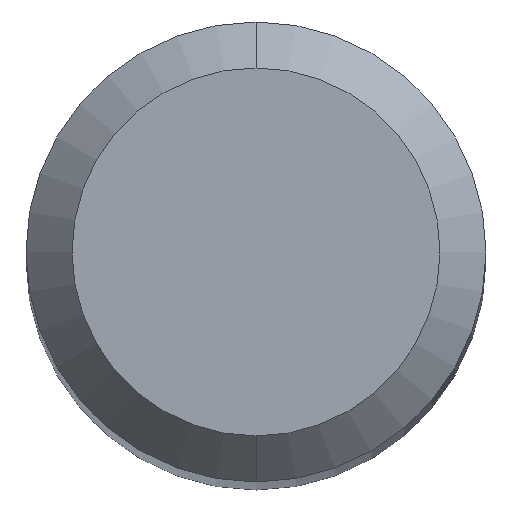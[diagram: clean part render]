
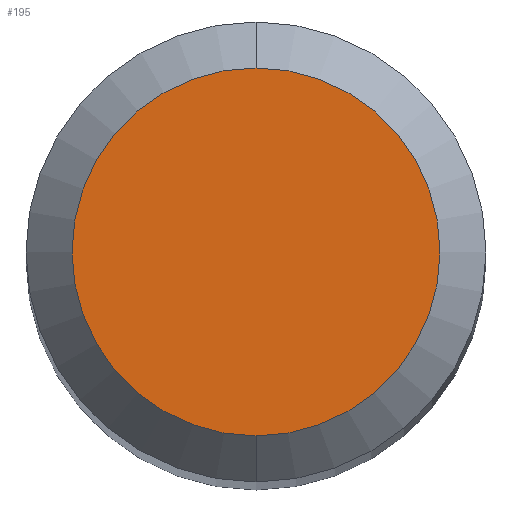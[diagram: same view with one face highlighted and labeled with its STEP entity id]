
A CAD part, top view. The second image highlights one B-rep face of the part: STEP entity #195.
In plain terms, the highlighted planar face has unit normal (0, 0, 1).
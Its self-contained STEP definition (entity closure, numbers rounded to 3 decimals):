
#195=ADVANCED_FACE('',(#504),#505,.T.);
#307=VERTEX_POINT('',#632);
#313=VERTEX_POINT('',#638);
#415=EDGE_CURVE('',#307,#313,#749,.T.);
#423=EDGE_CURVE('',#313,#307,#757,.T.);
#504=FACE_OUTER_BOUND('',#837,.T.);
#505=PLANE('',#838);
#632=CARTESIAN_POINT('',(0.0,1.2,0.));
#638=CARTESIAN_POINT('',(0.,-1.2,0.));
#749=CIRCLE('',#1323,1.2);
#757=CIRCLE('',#1333,1.2);
#837=EDGE_LOOP('',(#1468,#1469));
#838=AXIS2_PLACEMENT_3D('',#1470,#1471,#1472);
#1323=AXIS2_PLACEMENT_3D('',#1759,#1760,#1761);
#1333=AXIS2_PLACEMENT_3D('',#1764,#1765,#1766);
#1468=ORIENTED_EDGE('',*,*,#415,.F.);
#1469=ORIENTED_EDGE('',*,*,#423,.F.);
#1470=CARTESIAN_POINT('',(0.0,0.6,0.));
#1471=DIRECTION('',(-0.0,0.0,1.0));
#1472=DIRECTION('',(0.0,-1.0,0.0));
#1759=CARTESIAN_POINT('',(0.0,0.0,0.));
#1760=DIRECTION('',(0.0,0.0,-1.0));
#1761=DIRECTION('',(0.0,1.0,0.0));
#1764=CARTESIAN_POINT('',(0.0,0.0,0.));
#1765=DIRECTION('',(0.0,0.0,-1.0));
#1766=DIRECTION('',(0.0,1.0,0.0));
